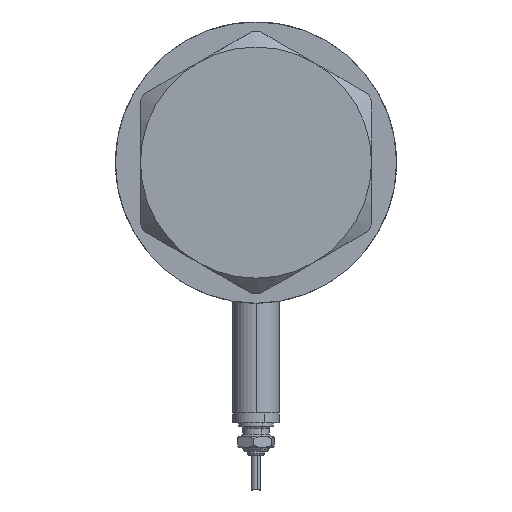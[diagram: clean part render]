
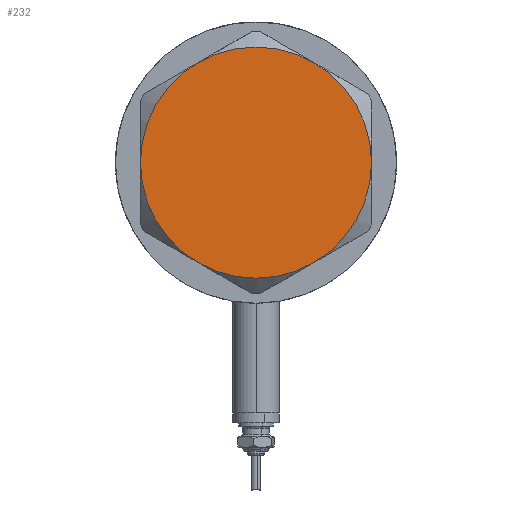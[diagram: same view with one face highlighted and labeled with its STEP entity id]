
A CAD part, left-side view. The second image highlights one B-rep face of the part: STEP entity #232.
In plain terms, the highlighted face is planar.
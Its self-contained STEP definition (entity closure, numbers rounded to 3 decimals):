
#19 = EDGE_LOOP ( 'NONE', ( #778, #4526, #4699, #740, #2969, #85 ) ) ;
#85 = ORIENTED_EDGE ( 'NONE', *, *, #2921, .T. ) ;
#91 = DIRECTION ( 'NONE',  ( 1., 0., 0. ) ) ;
#232 = ADVANCED_FACE ( 'NONE', ( #1852 ), #5554, .T. ) ;
#608 = CIRCLE ( 'NONE', #1849, 30. ) ;
#740 = ORIENTED_EDGE ( 'NONE', *, *, #5083, .T. ) ;
#778 = ORIENTED_EDGE ( 'NONE', *, *, #5166, .T. ) ;
#869 = VERTEX_POINT ( 'NONE', #1587 ) ;
#937 = CIRCLE ( 'NONE', #5041, 30. ) ;
#1140 = DIRECTION ( 'NONE',  ( 1., 0., 0. ) ) ;
#1192 = DIRECTION ( 'NONE',  ( 1., 0., 0. ) ) ;
#1344 = EDGE_CURVE ( 'NONE', #869, #5189, #3471, .T. ) ;
#1424 = CARTESIAN_POINT ( 'NONE',  ( 0., 0., 14.5 ) ) ;
#1587 = CARTESIAN_POINT ( 'NONE',  ( 15., 25.981, 14.5 ) ) ;
#1726 = CARTESIAN_POINT ( 'NONE',  ( 0., 0., 14.5 ) ) ;
#1807 = CARTESIAN_POINT ( 'NONE',  ( -15., -25.981, 14.5 ) ) ;
#1849 = AXIS2_PLACEMENT_3D ( 'NONE', #4326, #5151, #3341 ) ;
#1852 = FACE_OUTER_BOUND ( 'NONE', #19, .T. ) ;
#2169 = VERTEX_POINT ( 'NONE', #5638 ) ;
#2325 = EDGE_CURVE ( 'NONE', #2169, #4207, #3672, .T. ) ;
#2501 = AXIS2_PLACEMENT_3D ( 'NONE', #4129, #2764, #4606 ) ;
#2534 = CARTESIAN_POINT ( 'NONE',  ( 0., 0., 14.5 ) ) ;
#2600 = DIRECTION ( 'NONE',  ( 1., 0., 0. ) ) ;
#2764 = DIRECTION ( 'NONE',  ( 0., 0., 1. ) ) ;
#2837 = CIRCLE ( 'NONE', #5724, 30. ) ;
#2921 = EDGE_CURVE ( 'NONE', #4207, #5203, #608, .T. ) ;
#2969 = ORIENTED_EDGE ( 'NONE', *, *, #2325, .T. ) ;
#3263 = DIRECTION ( 'NONE',  ( 0., 0., 1. ) ) ;
#3341 = DIRECTION ( 'NONE',  ( 1., 0., 0. ) ) ;
#3421 = DIRECTION ( 'NONE',  ( 0., 0., 1. ) ) ;
#3471 = CIRCLE ( 'NONE', #2501, 30. ) ;
#3501 = DIRECTION ( 'NONE',  ( 0., 0., 1. ) ) ;
#3568 = DIRECTION ( 'NONE',  ( 0., 0., 1. ) ) ;
#3672 = CIRCLE ( 'NONE', #4343, 30. ) ;
#3725 = CARTESIAN_POINT ( 'NONE',  ( 0., 0., 14.5 ) ) ;
#4129 = CARTESIAN_POINT ( 'NONE',  ( 0., 0., 14.5 ) ) ;
#4207 = VERTEX_POINT ( 'NONE', #1807 ) ;
#4258 = CARTESIAN_POINT ( 'NONE',  ( 15., -25.981, 14.5 ) ) ;
#4325 = VERTEX_POINT ( 'NONE', #5115 ) ;
#4326 = CARTESIAN_POINT ( 'NONE',  ( 0., 0., 14.5 ) ) ;
#4343 = AXIS2_PLACEMENT_3D ( 'NONE', #5861, #3568, #2600 ) ;
#4372 = DIRECTION ( 'NONE',  ( 0., 0., 1. ) ) ;
#4526 = ORIENTED_EDGE ( 'NONE', *, *, #5651, .T. ) ;
#4606 = DIRECTION ( 'NONE',  ( 1., 0., 0. ) ) ;
#4699 = ORIENTED_EDGE ( 'NONE', *, *, #1344, .T. ) ;
#4826 = CARTESIAN_POINT ( 'NONE',  ( -15., 25.981, 14.5 ) ) ;
#4904 = DIRECTION ( 'NONE',  ( 1., 0., 0. ) ) ;
#5041 = AXIS2_PLACEMENT_3D ( 'NONE', #2534, #4372, #1192 ) ;
#5083 = EDGE_CURVE ( 'NONE', #5189, #2169, #937, .T. ) ;
#5089 = AXIS2_PLACEMENT_3D ( 'NONE', #1424, #3263, #91 ) ;
#5115 = CARTESIAN_POINT ( 'NONE',  ( 30., 0., 14.5 ) ) ;
#5144 = AXIS2_PLACEMENT_3D ( 'NONE', #3725, #3421, #1140 ) ;
#5151 = DIRECTION ( 'NONE',  ( 0., 0., 1. ) ) ;
#5166 = EDGE_CURVE ( 'NONE', #5203, #4325, #5830, .T. ) ;
#5189 = VERTEX_POINT ( 'NONE', #4826 ) ;
#5203 = VERTEX_POINT ( 'NONE', #4258 ) ;
#5554 = PLANE ( 'NONE',  #5089 ) ;
#5638 = CARTESIAN_POINT ( 'NONE',  ( -30., 0., 14.5 ) ) ;
#5651 = EDGE_CURVE ( 'NONE', #4325, #869, #2837, .T. ) ;
#5724 = AXIS2_PLACEMENT_3D ( 'NONE', #1726, #3501, #4904 ) ;
#5830 = CIRCLE ( 'NONE', #5144, 30. ) ;
#5861 = CARTESIAN_POINT ( 'NONE',  ( 0., 0., 14.5 ) ) ;
